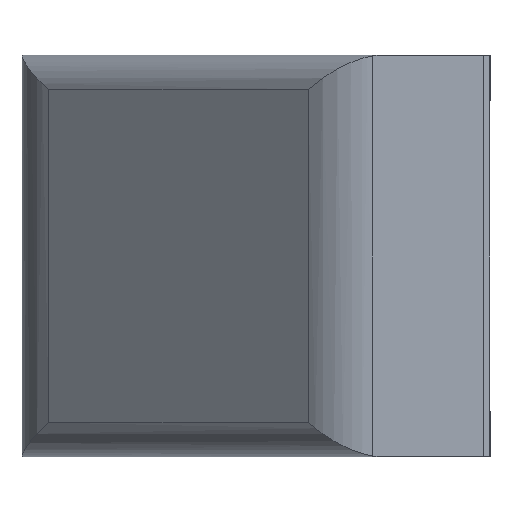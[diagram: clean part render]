
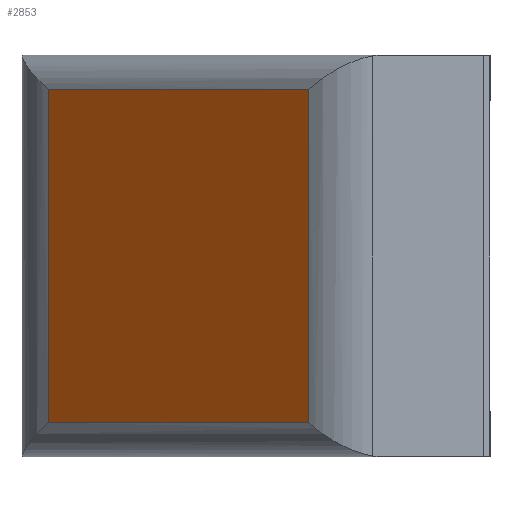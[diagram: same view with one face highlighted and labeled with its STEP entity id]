
A CAD part, left-side view. The second image highlights one B-rep face of the part: STEP entity #2853.
In plain terms, the highlighted face is planar.
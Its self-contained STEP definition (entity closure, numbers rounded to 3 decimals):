
#1791=ORIENTED_EDGE('',*,*,#2296,.F.);
#1792=ORIENTED_EDGE('',*,*,#2293,.F.);
#1793=ORIENTED_EDGE('',*,*,#2295,.T.);
#1794=ORIENTED_EDGE('',*,*,#2198,.T.);
#1840=VECTOR('',#2478,1.);
#1926=VECTOR('',#2664,1.);
#1927=VECTOR('',#2669,1.);
#1928=VECTOR('',#2672,1.);
#1970=LINE('',#3089,#1840);
#2056=LINE('',#3564,#1926);
#2057=LINE('',#3720,#1927);
#2058=LINE('',#3722,#1928);
#2098=VERTEX_POINT('',#2952);
#2099=VERTEX_POINT('',#3088);
#2149=VERTEX_POINT('',#3427);
#2150=VERTEX_POINT('',#3563);
#2198=EDGE_CURVE('',#2099,#2098,#1970,.T.);
#2293=EDGE_CURVE('',#2149,#2150,#2056,.T.);
#2295=EDGE_CURVE('',#2149,#2099,#2057,.T.);
#2296=EDGE_CURVE('',#2150,#2098,#2058,.T.);
#2351=EDGE_LOOP('',(#1791,#1792,#1793,#1794));
#2407=FACE_BOUND('',#2351,.T.);
#2478=DIRECTION('',(16.086,0.,0.));
#2664=DIRECTION('',(16.086,0.,0.));
#2669=DIRECTION('',(0.,0.,-14.6));
#2670=DIRECTION('',(0.,-1.,0.));
#2671=DIRECTION('',(-1.,0.,0.));
#2672=DIRECTION('',(0.,0.,-14.6));
#2745=AXIS2_PLACEMENT_3D('',#3721,#2670,#2671);
#2798=PLANE('',#2745);
#2853=ADVANCED_FACE('',(#2407),#2798,.T.);
#2952=CARTESIAN_POINT('',(8.043,-5.,-7.3));
#3088=CARTESIAN_POINT('',(-8.043,-5.,-7.3));
#3089=CARTESIAN_POINT('',(-8.043,-5.,-7.3));
#3427=CARTESIAN_POINT('',(-8.043,-5.,7.3));
#3563=CARTESIAN_POINT('',(8.043,-5.,7.3));
#3564=CARTESIAN_POINT('',(-8.043,-5.,7.3));
#3720=CARTESIAN_POINT('',(-8.043,-5.,7.3));
#3721=CARTESIAN_POINT('',(-8.043,-5.,0.));
#3722=CARTESIAN_POINT('',(8.043,-5.,7.3));
